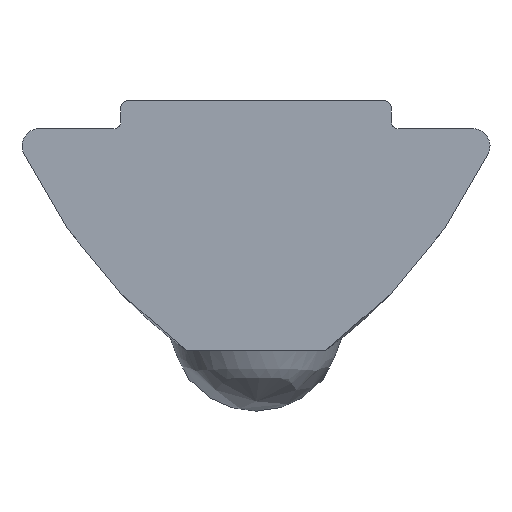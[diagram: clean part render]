
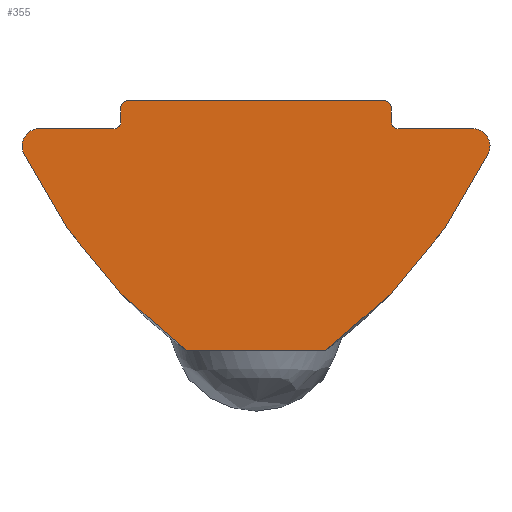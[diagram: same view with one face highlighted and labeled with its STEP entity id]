
A CAD part, front view. The second image highlights one B-rep face of the part: STEP entity #355.
In plain terms, the highlighted planar face has unit normal (0, -1, 0).
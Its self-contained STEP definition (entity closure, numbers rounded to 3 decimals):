
#5 = VERTEX_POINT ( 'NONE', #381 ) ;
#25 = CIRCLE ( 'NONE', #846, 0.2 ) ;
#27 = EDGE_CURVE ( 'NONE', #5, #968, #783, .T. ) ;
#36 = DIRECTION ( 'NONE',  ( 0., 1., 0. ) ) ;
#37 = ORIENTED_EDGE ( 'NONE', *, *, #431, .T. ) ;
#54 = DIRECTION ( 'NONE',  ( 0., 0., -1. ) ) ;
#72 = VERTEX_POINT ( 'NONE', #817 ) ;
#109 = CARTESIAN_POINT ( 'NONE',  ( -3.7, -11., 0. ) ) ;
#112 = VERTEX_POINT ( 'NONE', #723 ) ;
#114 = DIRECTION ( 'NONE',  ( -1., 0., 0. ) ) ;
#115 = DIRECTION ( 'NONE',  ( 1., 0., 0. ) ) ;
#124 = CARTESIAN_POINT ( 'NONE',  ( -6.245, -11., 0. ) ) ;
#134 = CARTESIAN_POINT ( 'NONE',  ( 4.1, -11., 0.2 ) ) ;
#147 = CARTESIAN_POINT ( 'NONE',  ( -3.7, -11., -6.4 ) ) ;
#151 = ORIENTED_EDGE ( 'NONE', *, *, #520, .T. ) ;
#163 = VERTEX_POINT ( 'NONE', #579 ) ;
#182 = DIRECTION ( 'NONE',  ( 1., 0., 0. ) ) ;
#185 = ORIENTED_EDGE ( 'NONE', *, *, #1043, .F. ) ;
#189 = EDGE_CURVE ( 'NONE', #72, #572, #808, .T. ) ;
#191 = VECTOR ( 'NONE', #115, 1000. ) ;
#224 = DIRECTION ( 'NONE',  ( 1., 0., 0. ) ) ;
#230 = CARTESIAN_POINT ( 'NONE',  ( -6.245, -11., -0.505 ) ) ;
#231 = AXIS2_PLACEMENT_3D ( 'NONE', #1020, #36, #114 ) ;
#240 = ORIENTED_EDGE ( 'NONE', *, *, #461, .T. ) ;
#242 = EDGE_CURVE ( 'NONE', #490, #598, #566, .T. ) ;
#244 = ORIENTED_EDGE ( 'NONE', *, *, #27, .F. ) ;
#260 = DIRECTION ( 'NONE',  ( -1., 0., 0. ) ) ;
#276 = CARTESIAN_POINT ( 'NONE',  ( 6.245, -11., -0.505 ) ) ;
#293 = DIRECTION ( 'NONE',  ( -1., 0., 0. ) ) ;
#302 = AXIS2_PLACEMENT_3D ( 'NONE', #1001, #500, #745 ) ;
#307 = VERTEX_POINT ( 'NONE', #769 ) ;
#337 = CARTESIAN_POINT ( 'NONE',  ( -2.001, -11., -6.4 ) ) ;
#351 = DIRECTION ( 'NONE',  ( -1., 0., 0. ) ) ;
#355 = ADVANCED_FACE ( 'NONE', ( #637 ), #594, .F. ) ;
#367 = CARTESIAN_POINT ( 'NONE',  ( -3.7, -11., 0. ) ) ;
#376 = CARTESIAN_POINT ( 'NONE',  ( -6.245, -11., -0.505 ) ) ;
#381 = CARTESIAN_POINT ( 'NONE',  ( 2.001, -11., -6.4 ) ) ;
#390 = CIRCLE ( 'NONE', #529, 0.505 ) ;
#396 = DIRECTION ( 'NONE',  ( -1., 0., 0. ) ) ;
#428 = ORIENTED_EDGE ( 'NONE', *, *, #497, .F. ) ;
#431 = EDGE_CURVE ( 'NONE', #163, #307, #944, .T. ) ;
#450 = VERTEX_POINT ( 'NONE', #627 ) ;
#454 = CARTESIAN_POINT ( 'NONE',  ( -3.9, -11., 0.2 ) ) ;
#457 = CIRCLE ( 'NONE', #776, 0.505 ) ;
#461 = EDGE_CURVE ( 'NONE', #572, #112, #1003, .T. ) ;
#477 = CIRCLE ( 'NONE', #231, 0.2 ) ;
#480 = VECTOR ( 'NONE', #704, 1000. ) ;
#490 = VERTEX_POINT ( 'NONE', #1049 ) ;
#491 = AXIS2_PLACEMENT_3D ( 'NONE', #1053, #1045, #293 ) ;
#497 = EDGE_CURVE ( 'NONE', #1032, #875, #390, .T. ) ;
#500 = DIRECTION ( 'NONE',  ( 0., 1., 0. ) ) ;
#511 = VERTEX_POINT ( 'NONE', #124 ) ;
#519 = VECTOR ( 'NONE', #705, 1000. ) ;
#520 = EDGE_CURVE ( 'NONE', #741, #163, #25, .T. ) ;
#529 = AXIS2_PLACEMENT_3D ( 'NONE', #376, #791, #961 ) ;
#530 = ORIENTED_EDGE ( 'NONE', *, *, #675, .F. ) ;
#532 = DIRECTION ( 'NONE',  ( -1., 0., 0. ) ) ;
#535 = CARTESIAN_POINT ( 'NONE',  ( 4.1, -11., 0. ) ) ;
#547 = CARTESIAN_POINT ( 'NONE',  ( 3.9, -11., 0.6 ) ) ;
#550 = CARTESIAN_POINT ( 'NONE',  ( -3.7, -11., 0.8 ) ) ;
#566 = LINE ( 'NONE', #550, #1060 ) ;
#569 = DIRECTION ( 'NONE',  ( 0., 1., 0. ) ) ;
#572 = VERTEX_POINT ( 'NONE', #601 ) ;
#579 = CARTESIAN_POINT ( 'NONE',  ( 3.9, -11., 0.2 ) ) ;
#594 = PLANE ( 'NONE',  #302 ) ;
#595 = VECTOR ( 'NONE', #54, 1000. ) ;
#598 = VERTEX_POINT ( 'NONE', #845 ) ;
#600 = EDGE_CURVE ( 'NONE', #511, #112, #1028, .T. ) ;
#601 = CARTESIAN_POINT ( 'NONE',  ( -3.9, -11., 0.2 ) ) ;
#615 = DIRECTION ( 'NONE',  ( 0., 1., 0. ) ) ;
#627 = CARTESIAN_POINT ( 'NONE',  ( 6.701, -11., -0.722 ) ) ;
#637 = FACE_OUTER_BOUND ( 'NONE', #854, .T. ) ;
#646 = EDGE_CURVE ( 'NONE', #450, #5, #918, .T. ) ;
#648 = AXIS2_PLACEMENT_3D ( 'NONE', #276, #615, #532 ) ;
#651 = CIRCLE ( 'NONE', #648, 0.505 ) ;
#656 = CIRCLE ( 'NONE', #715, 15. ) ;
#659 = EDGE_CURVE ( 'NONE', #72, #490, #477, .T. ) ;
#666 = AXIS2_PLACEMENT_3D ( 'NONE', #755, #843, #351 ) ;
#675 = EDGE_CURVE ( 'NONE', #741, #974, #760, .T. ) ;
#693 = EDGE_CURVE ( 'NONE', #974, #450, #651, .T. ) ;
#704 = DIRECTION ( 'NONE',  ( 0., 0., 1. ) ) ;
#705 = DIRECTION ( 'NONE',  ( -1., 0., 0. ) ) ;
#715 = AXIS2_PLACEMENT_3D ( 'NONE', #800, #569, #396 ) ;
#723 = CARTESIAN_POINT ( 'NONE',  ( -4.1, -11., 0. ) ) ;
#741 = VERTEX_POINT ( 'NONE', #535 ) ;
#745 = DIRECTION ( 'NONE',  ( -1., 0., 0. ) ) ;
#751 = ORIENTED_EDGE ( 'NONE', *, *, #600, .F. ) ;
#755 = CARTESIAN_POINT ( 'NONE',  ( -6.85, -11., 5.71 ) ) ;
#760 = LINE ( 'NONE', #367, #191 ) ;
#769 = CARTESIAN_POINT ( 'NONE',  ( 3.9, -11., 0.6 ) ) ;
#776 = AXIS2_PLACEMENT_3D ( 'NONE', #230, #972, #895 ) ;
#780 = ORIENTED_EDGE ( 'NONE', *, *, #646, .F. ) ;
#783 = LINE ( 'NONE', #147, #519 ) ;
#791 = DIRECTION ( 'NONE',  ( 0., 1., 0. ) ) ;
#800 = CARTESIAN_POINT ( 'NONE',  ( 6.85, -11., 5.71 ) ) ;
#807 = CARTESIAN_POINT ( 'NONE',  ( -6.701, -11., -0.722 ) ) ;
#808 = LINE ( 'NONE', #454, #595 ) ;
#813 = ORIENTED_EDGE ( 'NONE', *, *, #1044, .F. ) ;
#817 = CARTESIAN_POINT ( 'NONE',  ( -3.9, -11., 0.6 ) ) ;
#819 = AXIS2_PLACEMENT_3D ( 'NONE', #885, #1061, #892 ) ;
#843 = DIRECTION ( 'NONE',  ( 0., 1., 0. ) ) ;
#845 = CARTESIAN_POINT ( 'NONE',  ( 3.7, -11., 0.8 ) ) ;
#846 = AXIS2_PLACEMENT_3D ( 'NONE', #134, #872, #260 ) ;
#854 = EDGE_LOOP ( 'NONE', ( #1068, #240, #751, #989, #428, #813, #244, #780, #917, #530, #151, #37, #185, #1026, #877 ) ) ;
#872 = DIRECTION ( 'NONE',  ( 0., 1., 0. ) ) ;
#875 = VERTEX_POINT ( 'NONE', #905 ) ;
#877 = ORIENTED_EDGE ( 'NONE', *, *, #659, .F. ) ;
#885 = CARTESIAN_POINT ( 'NONE',  ( 3.7, -11., 0.6 ) ) ;
#890 = CIRCLE ( 'NONE', #819, 0.2 ) ;
#892 = DIRECTION ( 'NONE',  ( -1., 0., 0. ) ) ;
#895 = DIRECTION ( 'NONE',  ( -1., 0., 0. ) ) ;
#905 = CARTESIAN_POINT ( 'NONE',  ( -6.75, -11., -0.505 ) ) ;
#916 = CARTESIAN_POINT ( 'NONE',  ( 6.245, -11., 0. ) ) ;
#917 = ORIENTED_EDGE ( 'NONE', *, *, #693, .F. ) ;
#918 = CIRCLE ( 'NONE', #666, 15. ) ;
#944 = LINE ( 'NONE', #547, #480 ) ;
#961 = DIRECTION ( 'NONE',  ( -1., 0., 0. ) ) ;
#968 = VERTEX_POINT ( 'NONE', #337 ) ;
#970 = VECTOR ( 'NONE', #182, 1000. ) ;
#972 = DIRECTION ( 'NONE',  ( 0., 1., 0. ) ) ;
#974 = VERTEX_POINT ( 'NONE', #916 ) ;
#989 = ORIENTED_EDGE ( 'NONE', *, *, #1055, .F. ) ;
#1001 = CARTESIAN_POINT ( 'NONE',  ( -3.7, -11., 0.6 ) ) ;
#1003 = CIRCLE ( 'NONE', #491, 0.2 ) ;
#1020 = CARTESIAN_POINT ( 'NONE',  ( -3.7, -11., 0.6 ) ) ;
#1026 = ORIENTED_EDGE ( 'NONE', *, *, #242, .F. ) ;
#1028 = LINE ( 'NONE', #109, #970 ) ;
#1032 = VERTEX_POINT ( 'NONE', #807 ) ;
#1043 = EDGE_CURVE ( 'NONE', #598, #307, #890, .T. ) ;
#1044 = EDGE_CURVE ( 'NONE', #968, #1032, #656, .T. ) ;
#1045 = DIRECTION ( 'NONE',  ( 0., 1., 0. ) ) ;
#1049 = CARTESIAN_POINT ( 'NONE',  ( -3.7, -11., 0.8 ) ) ;
#1053 = CARTESIAN_POINT ( 'NONE',  ( -4.1, -11., 0.2 ) ) ;
#1055 = EDGE_CURVE ( 'NONE', #875, #511, #457, .T. ) ;
#1060 = VECTOR ( 'NONE', #224, 1000. ) ;
#1061 = DIRECTION ( 'NONE',  ( 0., 1., 0. ) ) ;
#1068 = ORIENTED_EDGE ( 'NONE', *, *, #189, .T. ) ;
